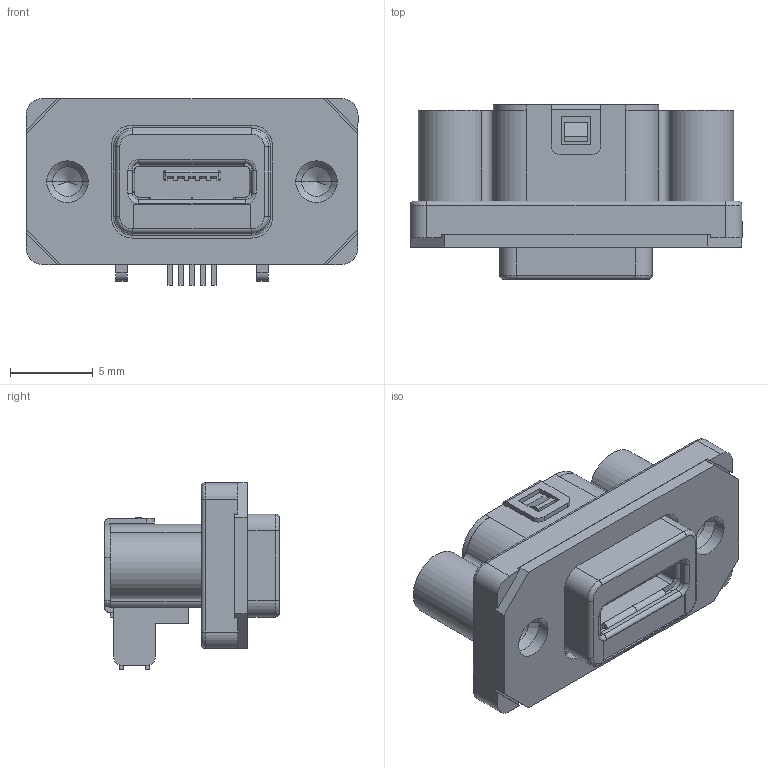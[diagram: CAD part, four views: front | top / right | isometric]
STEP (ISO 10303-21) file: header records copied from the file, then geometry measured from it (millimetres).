
FILE_DESCRIPTION((''),'2;1');
FILE_NAME('AMPHENOL_MUSB-K152-30.stp','2015-01-19T08:57:55',(''),(''),'Mechanical Desktop 2011','Mechanical Desktop 2011',', , ');
FILE_SCHEMA(('AUTOMOTIVE_DESIGN { 1 2 10303 214 1 1 1 1 }'));
Length unit declared in the file: millimetre
Products named in the file (1): Product
Bounding box: 20 x 10.53 x 11.25 mm (x, y, z)
Volume: 1008.1 mm3; surface area: 1486.7 mm2
Topology: 9 solids, 9 shells, 379 faces, 965 edges, 616 vertices
Faces by surface type: plane 211, cylinder 106, bspline 39, torus 12, cone 8, sphere 3
Entity records: 11904 total; most frequent: CARTESIAN_POINT 2699, ORIENTED_EDGE 1914, DIRECTION 1833, EDGE_CURVE 957, VECTOR 709, LINE 709, VERTEX_POINT 616, AXIS2_PLACEMENT_3D 562
